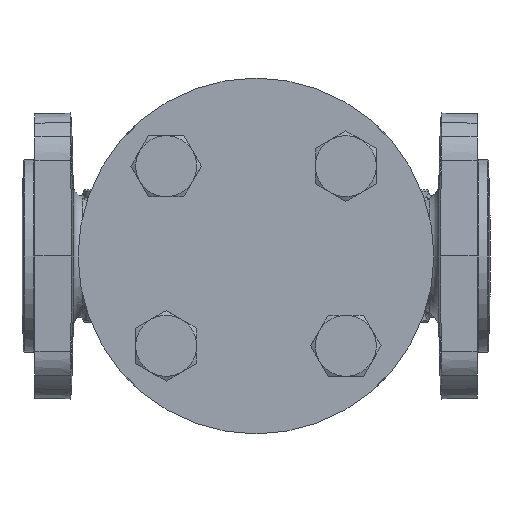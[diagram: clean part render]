
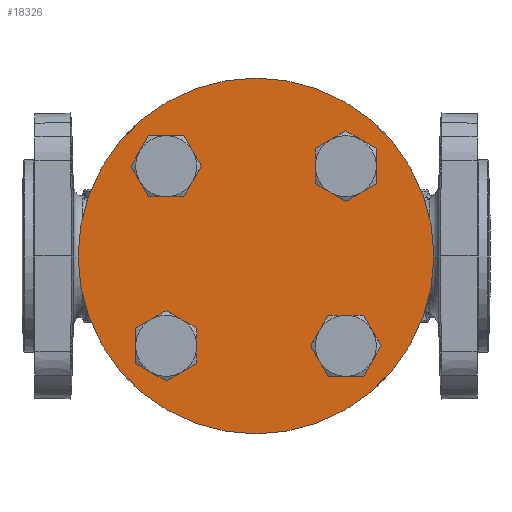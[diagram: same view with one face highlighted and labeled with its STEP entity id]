
A CAD part, front view. The second image highlights one B-rep face of the part: STEP entity #18326.
In plain terms, the highlighted planar face has unit normal (0, -1, 0).
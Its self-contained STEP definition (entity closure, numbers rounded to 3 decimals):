
#18082=CARTESIAN_POINT('',(5.495,-85.227,
191.694));
#18083=DIRECTION('',(0.,-1.,0.));
#18084=DIRECTION('',(0.,0.,-1.));
#18085=AXIS2_PLACEMENT_3D('',#18082,#18083,#18084);
#18087=CARTESIAN_POINT('',(5.495,-85.227,
191.694));
#18088=DIRECTION('',(0.,-1.,0.));
#18089=DIRECTION('',(0.,0.,1.));
#18090=AXIS2_PLACEMENT_3D('',#18087,#18088,#18089);
#18092=CARTESIAN_POINT('',(-29.861,-85.227,
227.049));
#18093=DIRECTION('',(0.,-1.,0.));
#18094=DIRECTION('',(0.,0.,-1.));
#18095=AXIS2_PLACEMENT_3D('',#18092,#18093,#18094);
#18097=CARTESIAN_POINT('',(-29.861,-85.227,
227.049));
#18098=DIRECTION('',(0.,-1.,0.));
#18099=DIRECTION('',(0.,0.,1.));
#18100=AXIS2_PLACEMENT_3D('',#18097,#18098,#18099);
#18102=CARTESIAN_POINT('',(40.85,-85.227,
227.049));
#18103=DIRECTION('',(0.,-1.,0.));
#18104=DIRECTION('',(0.,0.,-1.));
#18105=AXIS2_PLACEMENT_3D('',#18102,#18103,#18104);
#18107=CARTESIAN_POINT('',(40.85,-85.227,
227.049));
#18108=DIRECTION('',(0.,-1.,0.));
#18109=DIRECTION('',(0.,0.,1.));
#18110=AXIS2_PLACEMENT_3D('',#18107,#18108,#18109);
#18112=CARTESIAN_POINT('',(40.85,-85.227,
156.338));
#18113=DIRECTION('',(0.,-1.,0.));
#18114=DIRECTION('',(0.,0.,-1.));
#18115=AXIS2_PLACEMENT_3D('',#18112,#18113,#18114);
#18117=CARTESIAN_POINT('',(40.85,-85.227,
156.338));
#18118=DIRECTION('',(0.,-1.,0.));
#18119=DIRECTION('',(0.,0.,1.));
#18120=AXIS2_PLACEMENT_3D('',#18117,#18118,#18119);
#18122=CARTESIAN_POINT('',(-29.861,-85.227,
156.338));
#18123=DIRECTION('',(0.,-1.,0.));
#18124=DIRECTION('',(0.,0.,-1.));
#18125=AXIS2_PLACEMENT_3D('',#18122,#18123,#18124);
#18127=CARTESIAN_POINT('',(-29.861,-85.227,
156.338));
#18128=DIRECTION('',(0.,-1.,0.));
#18129=DIRECTION('',(0.,0.,1.));
#18130=AXIS2_PLACEMENT_3D('',#18127,#18128,#18129);
#18240=CARTESIAN_POINT('',(5.495,-85.227,
261.694));
#18241=CARTESIAN_POINT('',(5.495,-85.227,
121.694));
#18242=VERTEX_POINT('',#18240);
#18243=VERTEX_POINT('',#18241);
#18248=CARTESIAN_POINT('',(40.85,-85.227,
165.338));
#18249=CARTESIAN_POINT('',(40.85,-85.227,
147.338));
#18250=VERTEX_POINT('',#18248);
#18251=VERTEX_POINT('',#18249);
#18256=CARTESIAN_POINT('',(-29.861,-85.227,
165.338));
#18257=CARTESIAN_POINT('',(-29.861,-85.227,
147.338));
#18258=VERTEX_POINT('',#18256);
#18259=VERTEX_POINT('',#18257);
#18264=CARTESIAN_POINT('',(40.85,-85.227,
218.049));
#18265=CARTESIAN_POINT('',(40.85,-85.227,
236.049));
#18266=VERTEX_POINT('',#18264);
#18267=VERTEX_POINT('',#18265);
#18268=CARTESIAN_POINT('',(-29.861,-85.227,
218.049));
#18269=CARTESIAN_POINT('',(-29.861,-85.227,
236.049));
#18270=VERTEX_POINT('',#18268);
#18271=VERTEX_POINT('',#18269);
#18292=CARTESIAN_POINT('',(75.495,-85.227,
191.694));
#18293=DIRECTION('',(0.,1.,0.));
#18294=DIRECTION('',(0.,0.,1.));
#18295=AXIS2_PLACEMENT_3D('',#18292,#18293,#18294);
#18296=PLANE('',#18295);
#18297=ORIENTED_EDGE('',*,*,#18281,.F.);
#18299=ORIENTED_EDGE('',*,*,#18298,.F.);
#18300=EDGE_LOOP('',(#18297,#18299));
#18301=FACE_OUTER_BOUND('',#18300,.F.);
#18303=ORIENTED_EDGE('',*,*,#18302,.T.);
#18305=ORIENTED_EDGE('',*,*,#18304,.T.);
#18306=EDGE_LOOP('',(#18303,#18305));
#18307=FACE_BOUND('',#18306,.F.);
#18309=ORIENTED_EDGE('',*,*,#18308,.T.);
#18311=ORIENTED_EDGE('',*,*,#18310,.T.);
#18312=EDGE_LOOP('',(#18309,#18311));
#18313=FACE_BOUND('',#18312,.F.);
#18315=ORIENTED_EDGE('',*,*,#18314,.T.);
#18317=ORIENTED_EDGE('',*,*,#18316,.T.);
#18318=EDGE_LOOP('',(#18315,#18317));
#18319=FACE_BOUND('',#18318,.F.);
#18321=ORIENTED_EDGE('',*,*,#18320,.T.);
#18323=ORIENTED_EDGE('',*,*,#18322,.T.);
#18324=EDGE_LOOP('',(#18321,#18323));
#18325=FACE_BOUND('',#18324,.F.);
#18326=ADVANCED_FACE('',(#18301,#18307,#18313,#18319,#18325),#18296,.F.);
#18086=CIRCLE('',#18085,70.);
#18091=CIRCLE('',#18090,70.);
#18096=CIRCLE('',#18095,9.);
#18101=CIRCLE('',#18100,9.);
#18106=CIRCLE('',#18105,9.);
#18111=CIRCLE('',#18110,9.);
#18116=CIRCLE('',#18115,9.);
#18121=CIRCLE('',#18120,9.);
#18126=CIRCLE('',#18125,9.);
#18131=CIRCLE('',#18130,9.);
#18281=EDGE_CURVE('',#18243,#18242,#18086,.T.);
#18298=EDGE_CURVE('',#18242,#18243,#18091,.T.);
#18302=EDGE_CURVE('',#18270,#18271,#18096,.T.);
#18304=EDGE_CURVE('',#18271,#18270,#18101,.T.);
#18308=EDGE_CURVE('',#18266,#18267,#18106,.T.);
#18310=EDGE_CURVE('',#18267,#18266,#18111,.T.);
#18314=EDGE_CURVE('',#18251,#18250,#18116,.T.);
#18316=EDGE_CURVE('',#18250,#18251,#18121,.T.);
#18320=EDGE_CURVE('',#18259,#18258,#18126,.T.);
#18322=EDGE_CURVE('',#18258,#18259,#18131,.T.);
